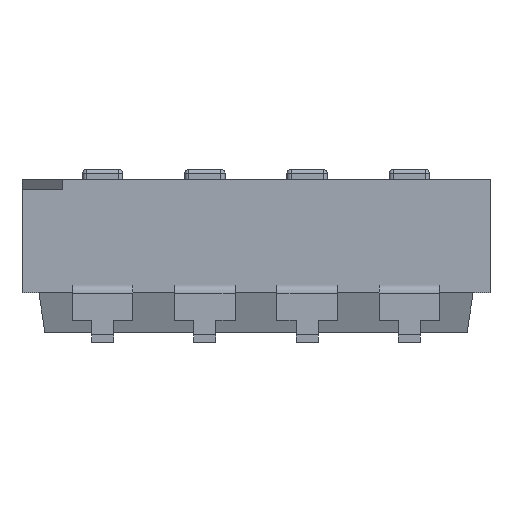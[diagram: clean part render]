
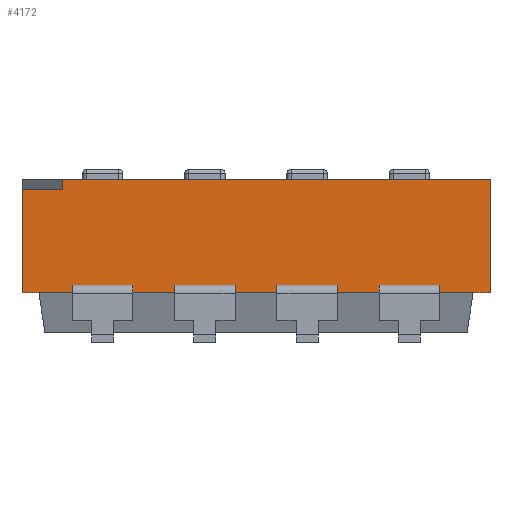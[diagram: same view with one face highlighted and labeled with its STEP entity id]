
A CAD part, left-side view. The second image highlights one B-rep face of the part: STEP entity #4172.
In plain terms, the highlighted free-form (B-spline) face has degree [1, 1] with [2, 2] control points.
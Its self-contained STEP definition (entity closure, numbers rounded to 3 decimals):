
#1148=CARTESIAN_POINT('',(-3.35,4.815,4.05));
#1149=VERTEX_POINT('',#1148);
#1156=CARTESIAN_POINT('',(-3.35,-5.815,4.05));
#1157=VERTEX_POINT('',#1156);
#1158=CARTESIAN_POINT('',(-3.35,-5.815,4.05));
#1159=DIRECTION('',(0.0,1.0,0.0));
#1160=VECTOR('',#1159,10.63);
#1161=LINE('',#1158,#1160);
#1162=EDGE_CURVE('',#1157,#1149,#1161,.T.);
#4017=CARTESIAN_POINT('',(-3.35,4.815,3.8));
#4018=VERTEX_POINT('',#4017);
#4025=CARTESIAN_POINT('',(-3.35,4.815,4.05));
#4026=DIRECTION('',(0.0,0.0,-1.0));
#4027=VECTOR('',#4026,0.25);
#4028=LINE('',#4025,#4027);
#4029=EDGE_CURVE('',#1149,#4018,#4028,.T.);
#4040=CARTESIAN_POINT('',(-3.35,5.815,3.8));
#4041=VERTEX_POINT('',#4040);
#4048=CARTESIAN_POINT('',(-3.35,4.815,3.8));
#4049=DIRECTION('',(0.0,1.0,0.0));
#4050=VECTOR('',#4049,1.);
#4051=LINE('',#4048,#4050);
#4052=EDGE_CURVE('',#4018,#4041,#4051,.T.);
#4098=CARTESIAN_POINT('',(-3.35,-5.815,1.239));
#4099=VERTEX_POINT('',#4098);
#4100=CARTESIAN_POINT('',(-3.35,-5.815,4.05));
#4101=DIRECTION('',(0.0,0.0,-1.0));
#4102=VECTOR('',#4101,2.811);
#4103=LINE('',#4100,#4102);
#4104=EDGE_CURVE('',#1157,#4099,#4103,.T.);
#4125=CARTESIAN_POINT('',(-3.35,5.815,1.239));
#4126=VERTEX_POINT('',#4125);
#4133=CARTESIAN_POINT('',(-3.35,5.815,3.8));
#4134=DIRECTION('',(0.0,0.0,-1.0));
#4135=VECTOR('',#4134,2.561);
#4136=LINE('',#4133,#4135);
#4137=EDGE_CURVE('',#4041,#4126,#4136,.T.);
#4148=CARTESIAN_POINT('',(-3.35,5.815,1.239));
#4149=DIRECTION('',(0.0,-1.0,0.0));
#4150=VECTOR('',#4149,11.63);
#4151=LINE('',#4148,#4150);
#4152=EDGE_CURVE('',#4126,#4099,#4151,.T.);
#4159=CARTESIAN_POINT('',(-3.35,-5.815,4.05));
#4160=CARTESIAN_POINT('',(-3.35,-5.815,1.239));
#4161=CARTESIAN_POINT('',(-3.35,5.815,4.05));
#4162=CARTESIAN_POINT('',(-3.35,5.815,1.239));
#4163=B_SPLINE_SURFACE_WITH_KNOTS('',1,1,((#4159,#4161),(#4160,#4162)),.UNSPECIFIED.,.F.,.F.,.U.,(2,2),(2,2),(0.0,2.811),(0.0,11.63),.UNSPECIFIED.);
#4164=ORIENTED_EDGE('',*,*,#4052,.T.);
#4165=ORIENTED_EDGE('',*,*,#4137,.T.);
#4166=ORIENTED_EDGE('',*,*,#4152,.T.);
#4167=ORIENTED_EDGE('',*,*,#4104,.F.);
#4168=ORIENTED_EDGE('',*,*,#1162,.T.);
#4169=ORIENTED_EDGE('',*,*,#4029,.T.);
#4170=EDGE_LOOP('',(#4164,#4165,#4166,#4167,#4168,#4169));
#4171=FACE_OUTER_BOUND('',#4170,.T.);
#4172=ADVANCED_FACE('',(#4171),#4163,.F.);
